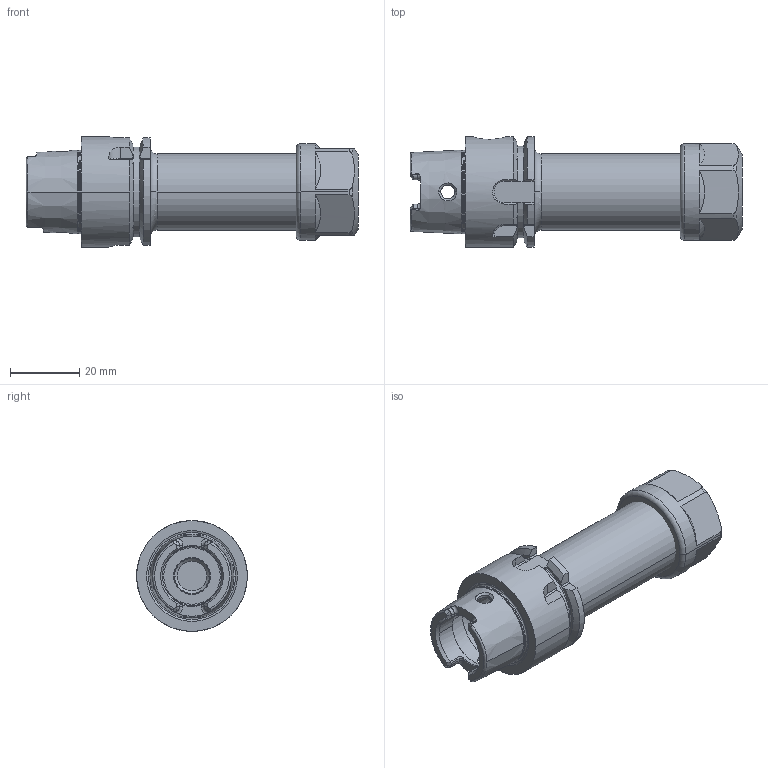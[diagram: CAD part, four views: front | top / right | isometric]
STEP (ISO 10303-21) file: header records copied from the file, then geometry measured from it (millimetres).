
FILE_DESCRIPTION((''),'2;1');
FILE_NAME('A32-020-16_ASM','2011-09-02T',('mei'),(''),'PRO/ENGINEER BY PARAMETRIC TECHNOLOGY CORPORATION, 2010430','PRO/ENGINEER BY PARAMETRIC TECHNOLOGY CORPORATION, 2010430','');
FILE_SCHEMA(('CONFIG_CONTROL_DESIGN'));
Length unit declared in the file: millimetre
Products named in the file (3): A32-020-16; 83-912-16; A32-020-16_ASM
Assembly tree (2 placements, depth 2):
  A32-020-16_ASM
    A32-020-16
    83-912-16
Bounding box: 95.9 x 32 x 32 mm (x, y, z)
Volume: 40121.5 mm3; surface area: 13574.4 mm2
Topology: 2 solids, 3 shells, 207 faces, 537 edges, 335 vertices
Faces by surface type: plane 70, cylinder 51, cone 40, torus 36, bspline 8, extrusion 2
Entity records: 7674 total; most frequent: CARTESIAN_POINT 2639, ORIENTED_EDGE 1070, DIRECTION 1012, EDGE_CURVE 537, AXIS2_PLACEMENT_3D 394, VERTEX_POINT 335, VECTOR 224, LINE 222
